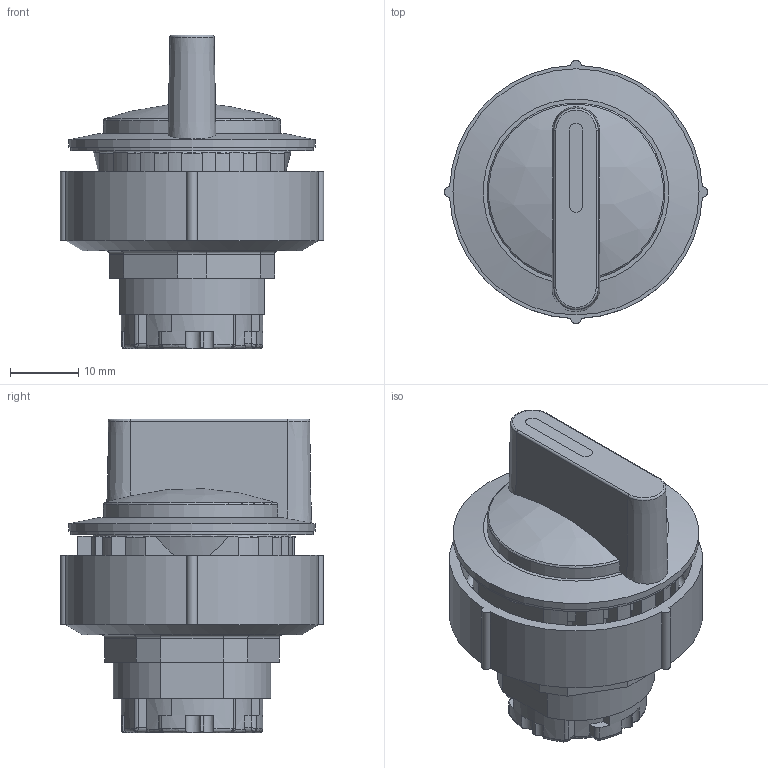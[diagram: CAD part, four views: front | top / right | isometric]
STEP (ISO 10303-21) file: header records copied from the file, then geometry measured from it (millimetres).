
FILE_DESCRIPTION(/* description */ (''),/* implementation_level */ '2;1');
FILE_NAME(/* name */ 'KRJWB_vereinfacht.stp',/* time_stamp */ '2018-04-16T16:39:12+02:00',/* author */ ('mreiber'),/* organization */ (''),/* preprocessor_version */ 'ST-DEVELOPER v16.1',/* originating_system */ 'Autodesk Inventor 2016',/* authorisation */ '');
FILE_SCHEMA (('AUTOMOTIVE_DESIGN { 1 0 10303 214 3 1 1 }'));
Length unit declared in the file: centimetre
Products named in the file (1): KRJWB_vereinfacht
Bounding box: 38.49 x 38.49 x 45.9 mm (x, y, z)
Volume: 22780.2 mm3; surface area: 9466.3 mm2
Topology: 1 solids, 1 shells, 310 faces, 827 edges, 522 vertices
Faces by surface type: plane 128, cylinder 109, torus 36, cone 20, bspline 16, sphere 1
Full cylindrical faces by diameter (mm): 23 x1, 24.25 x1, 29 x1, 34 x1, 35.5 x1, 36 x1
Entity records: 10236 total; most frequent: CARTESIAN_POINT 2603, DIRECTION 1626, ORIENTED_EDGE 1606, EDGE_CURVE 803, AXIS2_PLACEMENT_3D 633, VERTEX_POINT 518, LINE 360, VECTOR 360
